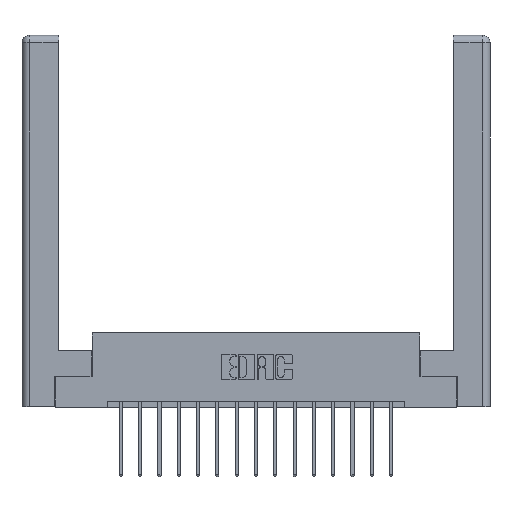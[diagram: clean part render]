
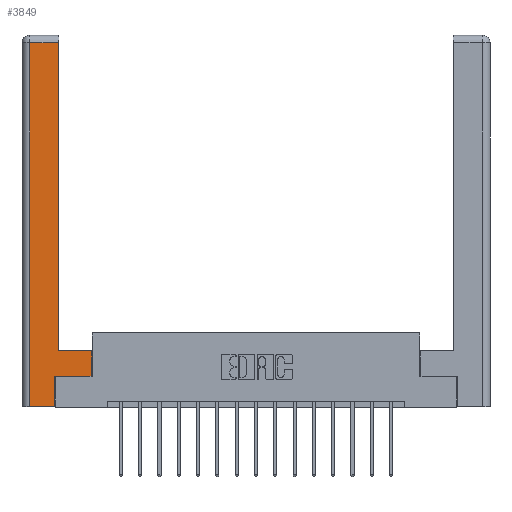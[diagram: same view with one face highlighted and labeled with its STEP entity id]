
A CAD part, top view. The second image highlights one B-rep face of the part: STEP entity #3849.
In plain terms, the highlighted planar face has unit normal (0, 0, 1).
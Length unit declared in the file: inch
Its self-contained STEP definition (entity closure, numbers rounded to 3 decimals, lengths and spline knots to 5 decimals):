
#433 = CARTESIAN_POINT ( 'NONE',  ( 0.295, 3., 0. ) ) ;
#458 = EDGE_CURVE ( 'NONE', #5892, #3401, #578, .T. ) ;
#578 = LINE ( 'NONE', #7498, #16910 ) ;
#806 = CARTESIAN_POINT ( 'NONE',  ( 0.565, 0.45, 0. ) ) ;
#838 = VERTEX_POINT ( 'NONE', #9722 ) ;
#1809 = VECTOR ( 'NONE', #8070, 39.37008 ) ;
#2170 = CARTESIAN_POINT ( 'NONE',  ( 0.0615, 0., 0. ) ) ;
#2773 = EDGE_CURVE ( 'NONE', #6135, #4018, #10116, .T. ) ;
#2944 = ORIENTED_EDGE ( 'NONE', *, *, #5403, .T. ) ;
#3057 = DIRECTION ( 'NONE',  ( 1., 0., 0. ) ) ;
#3401 = VERTEX_POINT ( 'NONE', #806 ) ;
#3599 = DIRECTION ( 'NONE',  ( 0., -1., 0. ) ) ;
#3625 = VECTOR ( 'NONE', #3599, 39.37008 ) ;
#3849 = ADVANCED_FACE ( 'NONE', ( #8311 ), #4681, .F. ) ;
#3868 = CARTESIAN_POINT ( 'NONE',  ( 0.265, 0., 0. ) ) ;
#4018 = VERTEX_POINT ( 'NONE', #7795 ) ;
#4143 = VECTOR ( 'NONE', #3057, 39.37008 ) ;
#4342 = CARTESIAN_POINT ( 'NONE',  ( 0.565, 0.245, 0. ) ) ;
#4419 = CARTESIAN_POINT ( 'NONE',  ( 0.295, 0.45, 0. ) ) ;
#4681 = PLANE ( 'NONE',  #17555 ) ;
#4965 = CARTESIAN_POINT ( 'NONE',  ( 0.295, 0.45, 0. ) ) ;
#5048 = VECTOR ( 'NONE', #11350, 39.37008 ) ;
#5403 = EDGE_CURVE ( 'NONE', #14768, #6135, #10010, .T. ) ;
#5892 = VERTEX_POINT ( 'NONE', #4342 ) ;
#6050 = DIRECTION ( 'NONE',  ( 0., 0., -1. ) ) ;
#6113 = CARTESIAN_POINT ( 'NONE',  ( 0., 0., 0. ) ) ;
#6135 = VERTEX_POINT ( 'NONE', #17087 ) ;
#6380 = ORIENTED_EDGE ( 'NONE', *, *, #14412, .T. ) ;
#6995 = CARTESIAN_POINT ( 'NONE',  ( 0.265, 0., 0. ) ) ;
#7115 = DIRECTION ( 'NONE',  ( -1., 0., 0. ) ) ;
#7136 = EDGE_CURVE ( 'NONE', #16307, #838, #14869, .T. ) ;
#7369 = LINE ( 'NONE', #14132, #4143 ) ;
#7390 = LINE ( 'NONE', #3868, #1809 ) ;
#7498 = CARTESIAN_POINT ( 'NONE',  ( 0.565, 0.45, 0. ) ) ;
#7614 = EDGE_CURVE ( 'NONE', #4018, #14557, #16988, .T. ) ;
#7795 = CARTESIAN_POINT ( 'NONE',  ( 0.0615, 2.94, 0. ) ) ;
#8070 = DIRECTION ( 'NONE',  ( 1., 0., 0. ) ) ;
#8311 = FACE_OUTER_BOUND ( 'NONE', #12247, .T. ) ;
#8506 = VECTOR ( 'NONE', #7115, 39.37008 ) ;
#8622 = DIRECTION ( 'NONE',  ( -1., 0., 0. ) ) ;
#8879 = DIRECTION ( 'NONE',  ( 0., 1., 0. ) ) ;
#9722 = CARTESIAN_POINT ( 'NONE',  ( 0.265, 0.245, 0. ) ) ;
#9745 = ORIENTED_EDGE ( 'NONE', *, *, #458, .T. ) ;
#9792 = ORIENTED_EDGE ( 'NONE', *, *, #7614, .T. ) ;
#10010 = LINE ( 'NONE', #433, #5048 ) ;
#10116 = LINE ( 'NONE', #11460, #16548 ) ;
#10598 = CARTESIAN_POINT ( 'NONE',  ( 0.0615, 0., 0. ) ) ;
#11090 = LINE ( 'NONE', #4419, #8506 ) ;
#11350 = DIRECTION ( 'NONE',  ( 0., 1., 0. ) ) ;
#11460 = CARTESIAN_POINT ( 'NONE',  ( 0.0615, 2.94, 0. ) ) ;
#12175 = EDGE_CURVE ( 'NONE', #14557, #16307, #7390, .T. ) ;
#12247 = EDGE_LOOP ( 'NONE', ( #2944, #13172, #9792, #15005, #17761, #14826, #9745, #6380 ) ) ;
#13103 = EDGE_CURVE ( 'NONE', #838, #5892, #7369, .T. ) ;
#13172 = ORIENTED_EDGE ( 'NONE', *, *, #2773, .T. ) ;
#13365 = DIRECTION ( 'NONE',  ( 0., 1., 0. ) ) ;
#14132 = CARTESIAN_POINT ( 'NONE',  ( 0.565, 0.245, 0. ) ) ;
#14412 = EDGE_CURVE ( 'NONE', #3401, #14768, #11090, .T. ) ;
#14557 = VERTEX_POINT ( 'NONE', #10598 ) ;
#14768 = VERTEX_POINT ( 'NONE', #4965 ) ;
#14826 = ORIENTED_EDGE ( 'NONE', *, *, #13103, .T. ) ;
#14869 = LINE ( 'NONE', #16184, #17227 ) ;
#15005 = ORIENTED_EDGE ( 'NONE', *, *, #12175, .T. ) ;
#16184 = CARTESIAN_POINT ( 'NONE',  ( 0.265, 0.245, 0. ) ) ;
#16307 = VERTEX_POINT ( 'NONE', #6995 ) ;
#16548 = VECTOR ( 'NONE', #8622, 39.37008 ) ;
#16910 = VECTOR ( 'NONE', #8879, 39.37008 ) ;
#16988 = LINE ( 'NONE', #2170, #3625 ) ;
#17009 = DIRECTION ( 'NONE',  ( -1., 0., 0. ) ) ;
#17087 = CARTESIAN_POINT ( 'NONE',  ( 0.295, 2.94, 0. ) ) ;
#17227 = VECTOR ( 'NONE', #13365, 39.37008 ) ;
#17555 = AXIS2_PLACEMENT_3D ( 'NONE', #6113, #6050, #17009 ) ;
#17761 = ORIENTED_EDGE ( 'NONE', *, *, #7136, .T. ) ;
